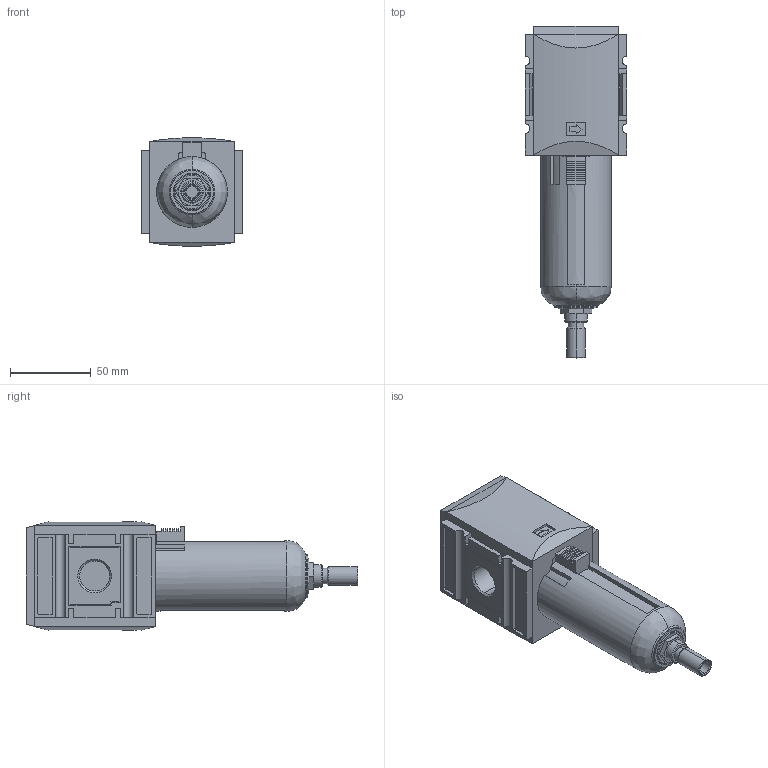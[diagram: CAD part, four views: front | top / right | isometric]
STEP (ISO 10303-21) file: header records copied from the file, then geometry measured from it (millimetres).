
FILE_DESCRIPTION (( 'STEP AP214' ), '1' );
FILE_NAME ('KN-KFIL212_AM.STEP', '2018-08-29T14:57:23', ( '' ), ( '' ), 'SwSTEP 2.0', 'SolidWorks 2018', '' );
FILE_SCHEMA (( 'AUTOMOTIVE_DESIGN' ));
Length unit declared in the file: millimetre
Products named in the file (1): KN-KFIL212_AM
Bounding box: 63 x 205.5 x 67.13 mm (x, y, z)
Volume: 434958.1 mm3; surface area: 53106.9 mm2
Topology: 2 solids, 3 shells, 304 faces, 773 edges, 502 vertices
Faces by surface type: plane 196, cylinder 74, cone 22, torus 10, bspline 2
Entity records: 12617 total; most frequent: CARTESIAN_POINT 1853, ORIENTED_EDGE 1546, DIRECTION 1508, EDGE_CURVE 773, AXIS2_PLACEMENT_3D 505, VERTEX_POINT 502, VECTOR 498, LINE 498
